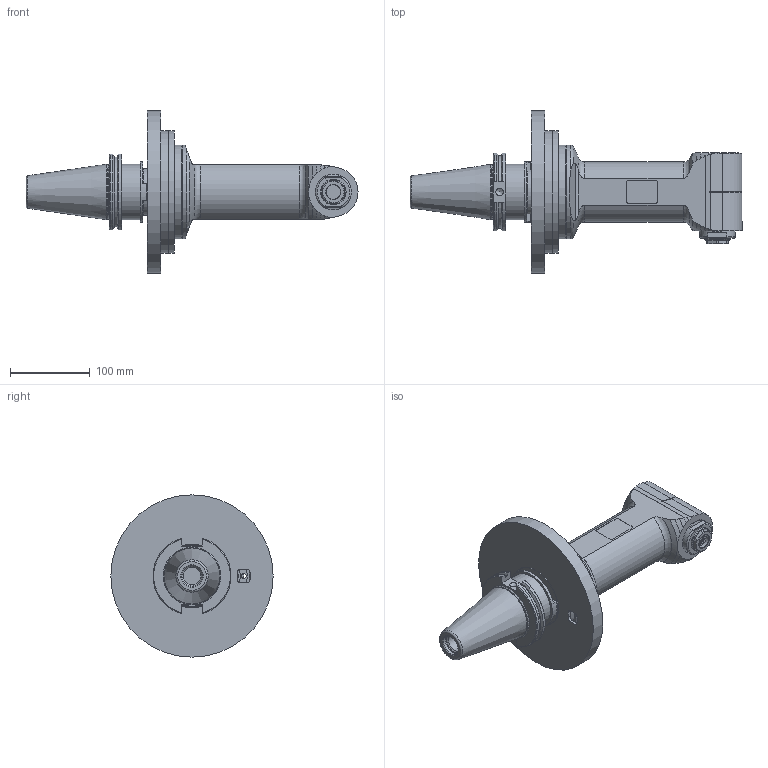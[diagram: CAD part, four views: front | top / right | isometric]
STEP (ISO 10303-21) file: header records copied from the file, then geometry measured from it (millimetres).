
FILE_DESCRIPTION(/* description */ (''),/* implementation_level */ '2;1');
FILE_NAME(/* name */ '9.F90.16L01-CAT50.stp',/* time_stamp */ '2025-10-21T11:22:46-04:00',/* author */ ('jkrenzer'),/* organization */ (''),/* preprocessor_version */ 'ST-DEVELOPER v20',/* originating_system */ 'Autodesk Inventor 2025',/* authorisation */ '');
FILE_SCHEMA (('AUTOMOTIVE_DESIGN { 1 0 10303 214 3 1 1 }'));
Length unit declared in the file: inch
Products named in the file (3): 9.F90.16L01-CAT50; 9_F90_16L01; 9_SK_45_2   (EVO, Cat50, MTC)
Assembly tree (2 placements, depth 2):
  9.F90.16L01-CAT50
    9_F90_16L01
    9_SK_45_2   (EVO, Cat50, MTC)
Bounding box: 417.6 x 204 x 204 mm (x, y, z)
Volume: 2479498.8 mm3; surface area: 282975 mm2
Topology: 4 solids, 4 shells, 371 faces, 884 edges, 572 vertices
Faces by surface type: plane 164, cylinder 102, cone 83, torus 20, sphere 2
Full cylindrical faces by diameter (mm): 2.5 x2, 6 x8, 6.4 x6, 9.525 x1, 10 x4, 10.4 x10, 12 x1, 12.5 x1, 18 x2, 19.4 x1, 20 x2, 21.963 x1, 25.6 x1, 26.187 x1, 26.8 x1, 28 x1, 30.5 x1, 32 x1, 32.5 x1, 45 x1, 54 x1, 59 x1, 69.25 x1, 69.85 x1, 76 x1, 80 x3, 111 x1, 116 x1, 118 x2, 121.4 x1
Entity records: 11076 total; most frequent: CARTESIAN_POINT 2442, DIRECTION 1838, ORIENTED_EDGE 1752, EDGE_CURVE 876, AXIS2_PLACEMENT_3D 741, VERTEX_POINT 572, EDGE_LOOP 448, FACE_OUTER_BOUND 371
